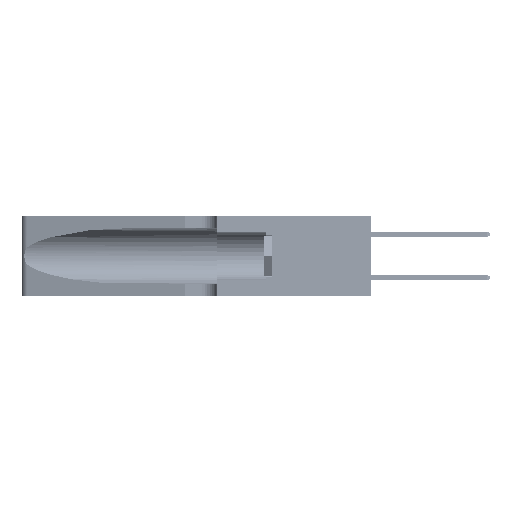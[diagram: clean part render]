
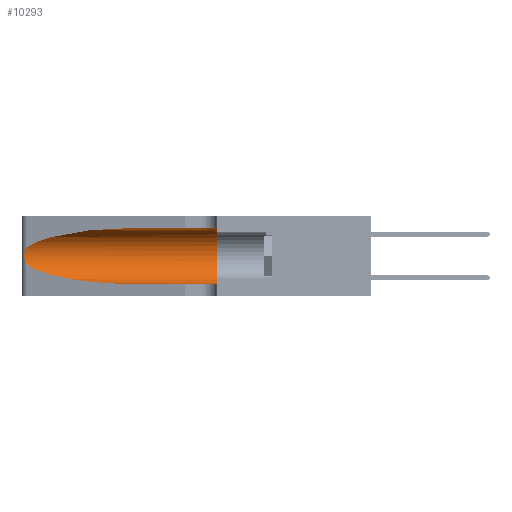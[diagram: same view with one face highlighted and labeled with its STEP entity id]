
A CAD part, left-side view. The second image highlights one B-rep face of the part: STEP entity #10293.
In plain terms, the highlighted cylindrical face has radius 3.308 mm (diameter 6.617 mm), a partial arc.
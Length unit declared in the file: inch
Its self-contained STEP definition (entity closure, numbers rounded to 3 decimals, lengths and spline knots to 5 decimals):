
#951 = AXIS2_PLACEMENT_3D ( 'NONE', #23516, #52543, #31649 ) ;
#2235 = CARTESIAN_POINT ( 'NONE',  ( 0.26017, 1.23833, 0.17102 ) ) ;
#2752 = ORIENTED_EDGE ( 'NONE', *, *, #43215, .T. ) ;
#4002 = CARTESIAN_POINT ( 'NONE',  ( 0.25487, 1.22718, 0.22369 ) ) ;
#5123 = CARTESIAN_POINT ( 'NONE',  ( 0.1305, 0.72297, 0.31525 ) ) ;
#6112 = ORIENTED_EDGE ( 'NONE', *, *, #17253, .T. ) ;
#6218 = CARTESIAN_POINT ( 'NONE',  ( 0.25639, 1.23186, 0.15144 ) ) ;
#7450 = EDGE_CURVE ( 'NONE', #26092, #21423, #22561, .T. ) ;
#8651 = DIRECTION ( 'NONE',  ( 0., -1., 0. ) ) ;
#9171 = DIRECTION ( 'NONE',  ( 0., 0., -1. ) ) ;
#10026 = CARTESIAN_POINT ( 'NONE',  ( 0.25487, 1.22718, 0.22369 ) ) ;
#10194 = CARTESIAN_POINT ( 'NONE',  ( 0.25555, 1.22994, 0.2215 ) ) ;
#10219 = CARTESIAN_POINT ( 'NONE',  ( 0.25487, 1.22718, 0.22369 ) ) ;
#10293 = ADVANCED_FACE ( 'NONE', ( #25439 ), #21568, .F. ) ;
#10718 = CARTESIAN_POINT ( 'NONE',  ( 0.1305, 1.61858, 0.05475 ) ) ;
#11075 = EDGE_CURVE ( 'NONE', #18977, #33674, #50915, .T. ) ;
#11412 = ORIENTED_EDGE ( 'NONE', *, *, #32588, .F. ) ;
#13470 = VECTOR ( 'NONE', #8651, 39.37008 ) ;
#14180 = CARTESIAN_POINT ( 'NONE',  ( 0.25787, 1.23484, 0.2124 ) ) ;
#14249 = CARTESIAN_POINT ( 'NONE',  ( 0.1305, 0.35, 0.05475 ) ) ;
#14373 = CARTESIAN_POINT ( 'NONE',  ( 0.25854, 1.2359, 0.20912 ) ) ;
#14639 = CIRCLE ( 'NONE', #951, 0.13025 ) ;
#15141 = CARTESIAN_POINT ( 'NONE',  ( 0.1305, 0.72297, 0.05475 ) ) ;
#16235 = VERTEX_POINT ( 'NONE', #14249 ) ;
#17253 = EDGE_CURVE ( 'NONE', #26092, #18977, #17886, .T. ) ;
#17886 =( BOUNDED_CURVE ( )  B_SPLINE_CURVE ( 3, ( #20661, #49532, #24809, #4002 ),
 .UNSPECIFIED., .F., .F. ) 
 B_SPLINE_CURVE_WITH_KNOTS ( ( 4, 4 ),
 ( 1.5708, 2.84003 ),
 .UNSPECIFIED. ) 
 CURVE ( )  GEOMETRIC_REPRESENTATION_ITEM ( )  RATIONAL_B_SPLINE_CURVE ( ( 1., 0.87, 0.87, 1. ) ) 
 REPRESENTATION_ITEM ( '' )  );
#18370 = CARTESIAN_POINT ( 'NONE',  ( 0.26075, 1.23896, 0.178 ) ) ;
#18547 = CARTESIAN_POINT ( 'NONE',  ( 0.25639, 1.23184, 0.21858 ) ) ;
#18977 = VERTEX_POINT ( 'NONE', #10219 ) ;
#20435 = CARTESIAN_POINT ( 'NONE',  ( 0.1305, 1.61858, 0.31525 ) ) ;
#20590 = CARTESIAN_POINT ( 'NONE',  ( 0.1305, 1.61858, 0.185 ) ) ;
#20661 = CARTESIAN_POINT ( 'NONE',  ( 0.1305, 0.72297, 0.31525 ) ) ;
#21423 = VERTEX_POINT ( 'NONE', #22894 ) ;
#21512 = DIRECTION ( 'NONE',  ( 0., -1., 0. ) ) ;
#21568 = CYLINDRICAL_SURFACE ( 'NONE', #26890, 0.13025 ) ;
#22561 = LINE ( 'NONE', #20435, #13470 ) ;
#22693 = CARTESIAN_POINT ( 'NONE',  ( 0.25487, 1.22718, 0.14631 ) ) ;
#22894 = CARTESIAN_POINT ( 'NONE',  ( 0.1305, 0.35, 0.31525 ) ) ;
#23516 = CARTESIAN_POINT ( 'NONE',  ( 0.1305, 0.35, 0.185 ) ) ;
#24685 = CARTESIAN_POINT ( 'NONE',  ( 0.18966, 0.96281, 0.05475 ) ) ;
#24809 = CARTESIAN_POINT ( 'NONE',  ( 0.2373, 1.15595, 0.28018 ) ) ;
#25439 = FACE_OUTER_BOUND ( 'NONE', #27238, .T. ) ;
#26092 = VERTEX_POINT ( 'NONE', #5123 ) ;
#26104 = VECTOR ( 'NONE', #39620, 39.37008 ) ;
#26890 = AXIS2_PLACEMENT_3D ( 'NONE', #20590, #21512, #9171 ) ;
#27238 = EDGE_LOOP ( 'NONE', ( #6112, #42492, #2752, #33036, #11412, #47719 ) ) ;
#27929 = CARTESIAN_POINT ( 'NONE',  ( 0.1305, 0.72297, 0.05475 ) ) ;
#30106 =( BOUNDED_CURVE ( )  B_SPLINE_CURVE ( 3, ( #49409, #39860, #24685, #27929 ),
 .UNSPECIFIED., .F., .F. ) 
 B_SPLINE_CURVE_WITH_KNOTS ( ( 4, 4 ),
 ( 3.44316, 4.71239 ),
 .UNSPECIFIED. ) 
 CURVE ( )  GEOMETRIC_REPRESENTATION_ITEM ( )  RATIONAL_B_SPLINE_CURVE ( ( 1., 0.87, 0.87, 1. ) ) 
 REPRESENTATION_ITEM ( '' )  );
#31649 = DIRECTION ( 'NONE',  ( 0., 0., 1. ) ) ;
#32588 = EDGE_CURVE ( 'NONE', #21423, #16235, #14639, .T. ) ;
#33036 = ORIENTED_EDGE ( 'NONE', *, *, #51947, .T. ) ;
#33674 = VERTEX_POINT ( 'NONE', #44906 ) ;
#34982 = CARTESIAN_POINT ( 'NONE',  ( 0.25856, 1.23593, 0.16098 ) ) ;
#38941 = CARTESIAN_POINT ( 'NONE',  ( 0.25555, 1.22993, 0.14849 ) ) ;
#39288 = CARTESIAN_POINT ( 'NONE',  ( 0.26075, 1.23896, 0.19203 ) ) ;
#39401 = LINE ( 'NONE', #10718, #26104 ) ;
#39620 = DIRECTION ( 'NONE',  ( 0., -1., 0. ) ) ;
#39860 = CARTESIAN_POINT ( 'NONE',  ( 0.2373, 1.15595, 0.08982 ) ) ;
#42492 = ORIENTED_EDGE ( 'NONE', *, *, #11075, .T. ) ;
#43215 = EDGE_CURVE ( 'NONE', #33674, #45049, #30106, .T. ) ;
#44906 = CARTESIAN_POINT ( 'NONE',  ( 0.25487, 1.22718, 0.14631 ) ) ;
#45049 = VERTEX_POINT ( 'NONE', #15141 ) ;
#47228 = CARTESIAN_POINT ( 'NONE',  ( 0.26018, 1.23835, 0.19895 ) ) ;
#47719 = ORIENTED_EDGE ( 'NONE', *, *, #7450, .F. ) ;
#49409 = CARTESIAN_POINT ( 'NONE',  ( 0.25487, 1.22718, 0.14631 ) ) ;
#49532 = CARTESIAN_POINT ( 'NONE',  ( 0.18966, 0.96281, 0.31525 ) ) ;
#50915 = B_SPLINE_CURVE_WITH_KNOTS ( 'NONE', 3,
 ( #10026, #10194, #18547, #14180, #14373, #47228, #39288, #18370, #2235, #34982, #51353, #6218, #38941, #22693 ),
 .UNSPECIFIED., .F., .F.,
 ( 4, 2, 2, 2, 2, 2, 4 ),
 ( 0., 0.00027, 0.00053, 0.00107, 0.0016, 0.00187, 0.00214 ),
 .UNSPECIFIED. ) ;
#51353 = CARTESIAN_POINT ( 'NONE',  ( 0.25789, 1.23486, 0.15765 ) ) ;
#51947 = EDGE_CURVE ( 'NONE', #45049, #16235, #39401, .T. ) ;
#52543 = DIRECTION ( 'NONE',  ( 0., 1., 0. ) ) ;
